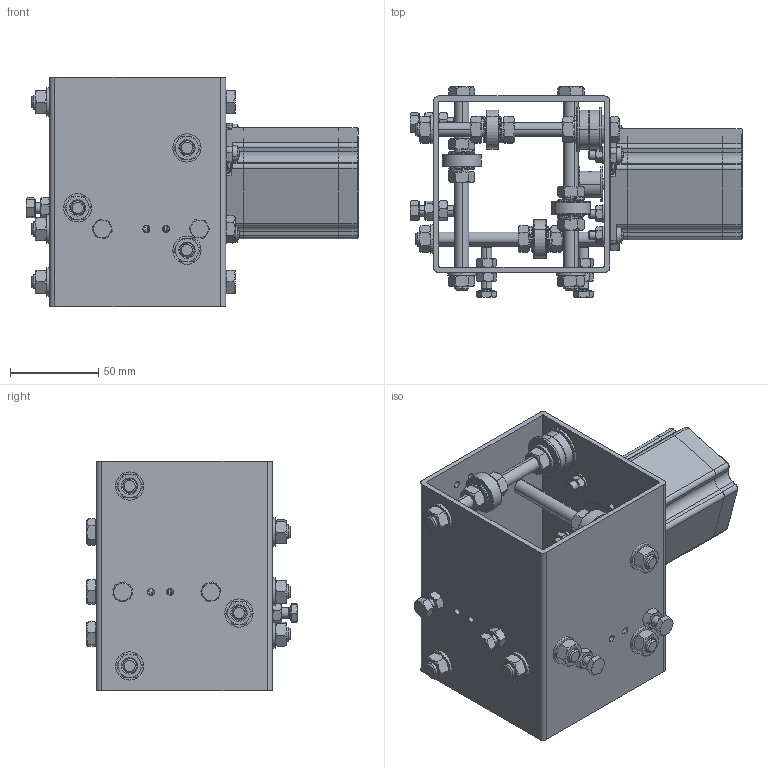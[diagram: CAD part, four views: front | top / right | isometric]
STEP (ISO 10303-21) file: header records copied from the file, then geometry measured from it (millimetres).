
FILE_DESCRIPTION (( 'STEP AP214' ), '1' );
FILE_NAME ('Trolley Y1.STEP', '2017-03-13T11:15:58', ( '' ), ( '' ), 'SwSTEP 2.0', 'SolidWorks 2016', '' );
FILE_SCHEMA (( 'AUTOMOTIVE_DESIGN' ));
Length unit declared in the file: millimetre
Products named in the file (16): NEMA 23 Stepper motor___ _________; Bearing 608ZZ; DIN 934 M5 8.8; Beam Short Y1; DIN 933 M8x110 Grade A 8.8; DIN 934 M6 8.8; 210217-5x16; Timing pulley - short; DIN 933 M6x25 Grade A 8.8; DIN 933 M6x20 Grade A 8.8; Washer DIN 125 5.3; DIN 127 8.5; DIN 125 8.4 Grade A; Bearing F608Z; DIN 934 M8 8.8; Trolley Y1
Assembly tree (85 placements, depth 2):
  Trolley Y1
    Beam Short Y1
    NEMA 23 Stepper motor___ _________
    Bearing F608Z  x4
    Bearing 608ZZ  x6
    DIN 933 M8x110 Grade A 8.8  x6
    DIN 933 M6x20 Grade A 8.8  x2
    DIN 934 M8 8.8  x20
    DIN 934 M5 8.8  x4
    DIN 125 8.4 Grade A  x10
    Washer DIN 125 5.3  x4
    DIN 127 8.5  x12
    Timing pulley - short
    210217-5x16  x4
    DIN 933 M6x25 Grade A 8.8  x2
    DIN 934 M6 8.8  x8
Bounding box: 188.3 x 119.3 x 130 mm (x, y, z)
Volume: 444366.2 mm3; surface area: 213264.4 mm2
Topology: 97 solids, 125 shells, 2583 faces, 5760 edges, 3443 vertices
Faces by surface type: plane 747, cone 708, cylinder 607, torus 269, bspline 252
Entity records: 35572 total; most frequent: CARTESIAN_POINT 11561, DIRECTION 4852, ORIENTED_EDGE 4700, EDGE_CURVE 2352, AXIS2_PLACEMENT_3D 2047, VERTEX_POINT 1409, EDGE_LOOP 1143, CIRCLE 1100
